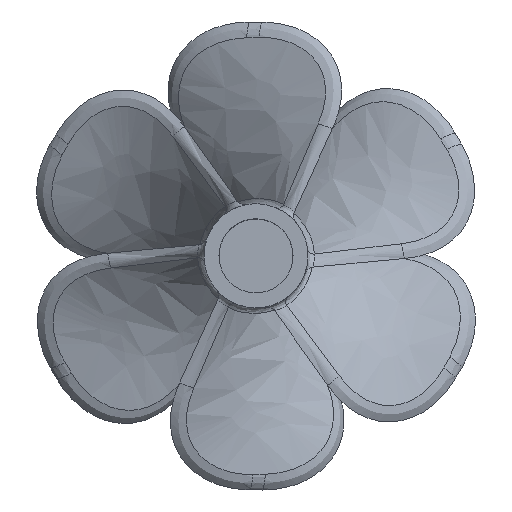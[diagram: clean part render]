
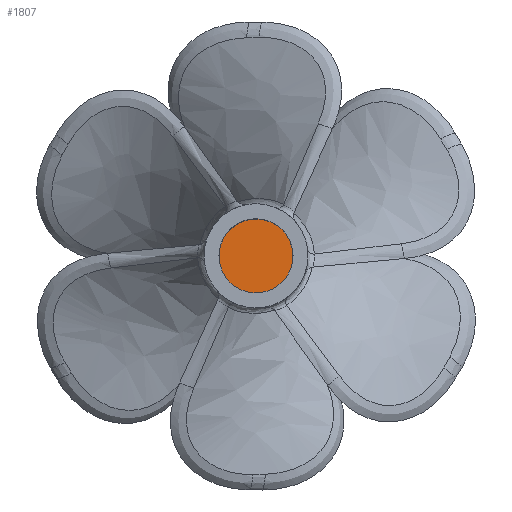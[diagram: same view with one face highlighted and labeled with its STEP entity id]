
A CAD part, top view. The second image highlights one B-rep face of the part: STEP entity #1807.
In plain terms, the highlighted free-form (B-spline) face has degree [1, 1] with [2, 2] control points.
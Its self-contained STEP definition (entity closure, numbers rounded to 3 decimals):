
#259 = VERTEX_POINT('',#260);
#260 = CARTESIAN_POINT('',(69.161,0.,-254.802));
#278 = VERTEX_POINT('',#279);
#279 = CARTESIAN_POINT('',(-69.161,0.,
    -254.802));
#284 = EDGE_CURVE('',#278,#259,#285,.T.);
#285 = ( BOUNDED_CURVE() B_SPLINE_CURVE(2,(#286,#287,#288,#289,#290),
.UNSPECIFIED.,.F.,.F.) B_SPLINE_CURVE_WITH_KNOTS((3,2,3),(3.142,
4.712,6.283),.PIECEWISE_BEZIER_KNOTS.) CURVE() 
GEOMETRIC_REPRESENTATION_ITEM() RATIONAL_B_SPLINE_CURVE((1.,
0.707,1.,0.707,1.)) REPRESENTATION_ITEM('') );
#286 = CARTESIAN_POINT('',(-69.161,0.,
    -254.802));
#287 = CARTESIAN_POINT('',(-69.161,-69.161,
    -254.802));
#288 = CARTESIAN_POINT('',(0.,-69.161,
    -254.802));
#289 = CARTESIAN_POINT('',(69.161,-69.161,
    -254.802));
#290 = CARTESIAN_POINT('',(69.161,0.,
    -254.802));
#1788 = EDGE_CURVE('',#259,#278,#1789,.T.);
#1789 = ( BOUNDED_CURVE() B_SPLINE_CURVE(2,(#1790,#1791,#1792,#1793,
#1794),.UNSPECIFIED.,.F.,.F.) B_SPLINE_CURVE_WITH_KNOTS((3,2,3),(0.,
1.571,3.142),.PIECEWISE_BEZIER_KNOTS.) CURVE() 
GEOMETRIC_REPRESENTATION_ITEM() RATIONAL_B_SPLINE_CURVE((1.,
0.707,1.,0.707,1.)) REPRESENTATION_ITEM('') );
#1790 = CARTESIAN_POINT('',(69.161,0.,-254.802));
#1791 = CARTESIAN_POINT('',(69.161,69.161,
    -254.802));
#1792 = CARTESIAN_POINT('',(0.,69.161,
    -254.802));
#1793 = CARTESIAN_POINT('',(-69.161,69.161,
    -254.802));
#1794 = CARTESIAN_POINT('',(-69.161,0.,
    -254.802));
#1807 = ADVANCED_FACE('',(#1808),#1812,.T.);
#1808 = FACE_BOUND('',#1809,.T.);
#1809 = EDGE_LOOP('',(#1810,#1811));
#1810 = ORIENTED_EDGE('',*,*,#1788,.T.);
#1811 = ORIENTED_EDGE('',*,*,#284,.T.);
#1812 = B_SPLINE_SURFACE_WITH_KNOTS('',1,1,(
    (#1813,#1814)
    ,(#1815,#1816
    )),.UNSPECIFIED.,.F.,.F.,.F.,(2,2),(2,2),(-57.,57.),(-57.,57.),
  .PIECEWISE_BEZIER_KNOTS.);
#1813 = CARTESIAN_POINT('',(-69.161,-69.161,
    -254.802));
#1814 = CARTESIAN_POINT('',(-69.161,69.161,
    -254.802));
#1815 = CARTESIAN_POINT('',(69.161,-69.161,
    -254.802));
#1816 = CARTESIAN_POINT('',(69.161,69.161,
    -254.802));
